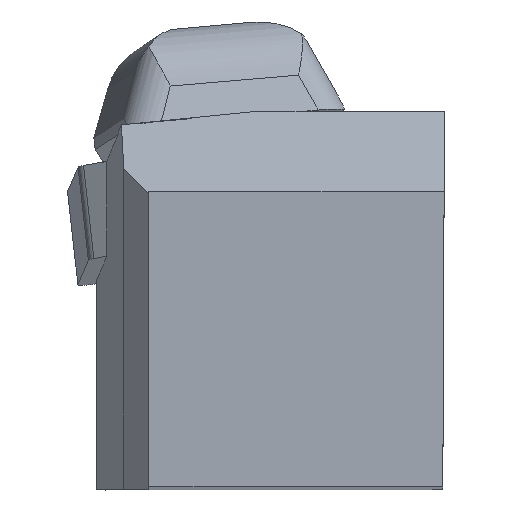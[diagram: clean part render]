
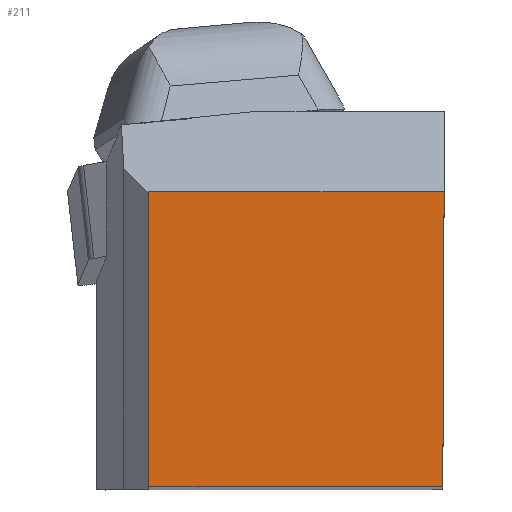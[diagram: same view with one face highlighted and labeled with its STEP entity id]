
A CAD part, top view. The second image highlights one B-rep face of the part: STEP entity #211.
In plain terms, the highlighted planar face has unit normal (0, 0, 1).
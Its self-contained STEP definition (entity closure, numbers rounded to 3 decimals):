
#146=FACE_OUTER_BOUND('',#610,.T.);
#211=ADVANCED_FACE('BLANK_BOXF006',(#146),#270,.F.);
#270=PLANE('',#1447);
#366=LINE('',#2110,#502);
#370=LINE('',#2116,#506);
#373=LINE('',#2122,#509);
#374=LINE('',#2124,#510);
#502=VECTOR('',#1667,1.);
#506=VECTOR('',#1673,1.);
#509=VECTOR('',#1678,1.);
#510=VECTOR('',#1679,1.);
#610=EDGE_LOOP('',(#786,#787,#788,#789));
#786=ORIENTED_EDGE('',*,*,#1222,.F.);
#787=ORIENTED_EDGE('',*,*,#1219,.F.);
#788=ORIENTED_EDGE('',*,*,#1215,.F.);
#789=ORIENTED_EDGE('',*,*,#1223,.F.);
#1078=VERTEX_POINT('',#2109);
#1079=VERTEX_POINT('',#2111);
#1080=VERTEX_POINT('',#2117);
#1082=VERTEX_POINT('',#2123);
#1215=EDGE_CURVE('',#1078,#1079,#366,.T.);
#1219=EDGE_CURVE('',#1079,#1080,#370,.T.);
#1222=EDGE_CURVE('',#1080,#1082,#373,.T.);
#1223=EDGE_CURVE('',#1082,#1078,#374,.T.);
#1447=AXIS2_PLACEMENT_3D('',#2125,#1680,#1681);
#1667=DIRECTION('',(-0.004,-1.,0.));
#1673=DIRECTION('',(-1.,0.,0.));
#1678=DIRECTION('',(0.,1.,0.));
#1679=DIRECTION('',(1.,0.,0.));
#1680=DIRECTION('',(0.,0.,-1.));
#1681=DIRECTION('',(-1.,0.,0.));
#2109=CARTESIAN_POINT('',(0.,19.875,0.));
#2110=CARTESIAN_POINT('',(0.53,141.349,0.));
#2111=CARTESIAN_POINT('',(-0.087,0.,0.));
#2116=CARTESIAN_POINT('',(141.35,0.,0.));
#2117=CARTESIAN_POINT('',(-19.875,0.,0.));
#2122=CARTESIAN_POINT('',(-19.875,-141.35,0.));
#2123=CARTESIAN_POINT('',(-19.875,19.875,0.));
#2124=CARTESIAN_POINT('',(-141.35,19.875,0.));
#2125=CARTESIAN_POINT('',(-40.35,-5.,0.));
